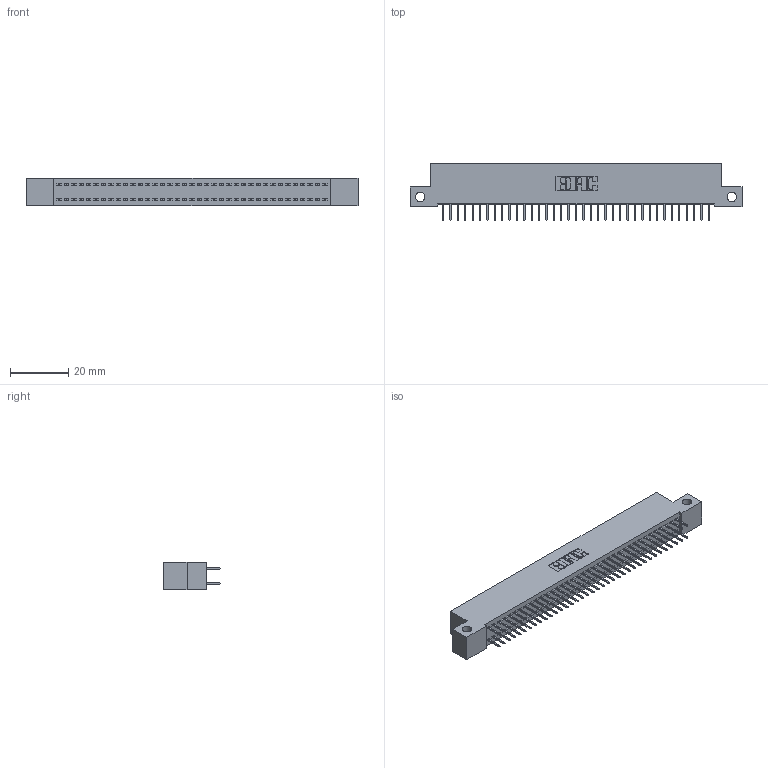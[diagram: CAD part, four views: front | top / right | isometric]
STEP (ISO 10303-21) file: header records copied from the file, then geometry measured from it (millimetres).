
FILE_DESCRIPTION (( 'STEP AP203' ), '1' );
FILE_NAME ('392-074-524-212.STEP', '2019-10-09T12:58:02', ( '' ), ( '' ), 'SwSTEP 2.0', 'SolidWorks 2016', '' );
FILE_SCHEMA (( 'CONFIG_CONTROL_DESIGN' ));
Length unit declared in the file: inch
Products named in the file (3): 342 Part_Side Mount; 345-292-001_345-293-124; 392-074-524-212
Assembly tree (75 placements, depth 2):
  392-074-524-212
    342 Part_Side Mount
    345-292-001_345-293-124  x74
Bounding box: 114.3 x 19.69 x 9.4 mm (x, y, z)
Volume: 10060.3 mm3; surface area: 15801.3 mm2
Topology: 75 solids, 75 shells, 4254 faces, 12065 edges, 7746 vertices
Faces by surface type: plane 3174, cylinder 1080
Entity records: 24395 total; most frequent: CARTESIAN_POINT 4046, ORIENTED_EDGE 3982, DIRECTION 3467, EDGE_CURVE 1991, VECTOR 1867, LINE 1867, VERTEX_POINT 1322, AXIS2_PLACEMENT_3D 800
